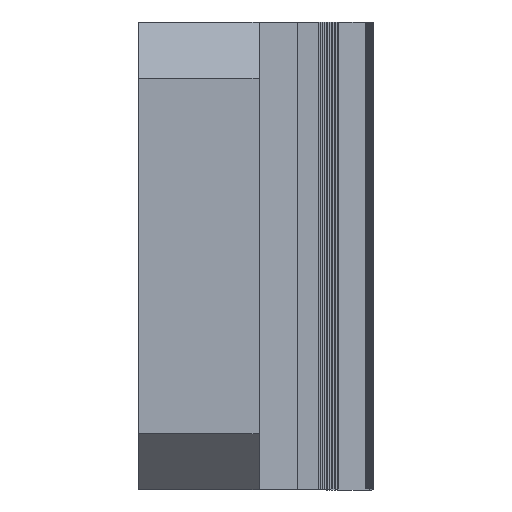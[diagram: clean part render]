
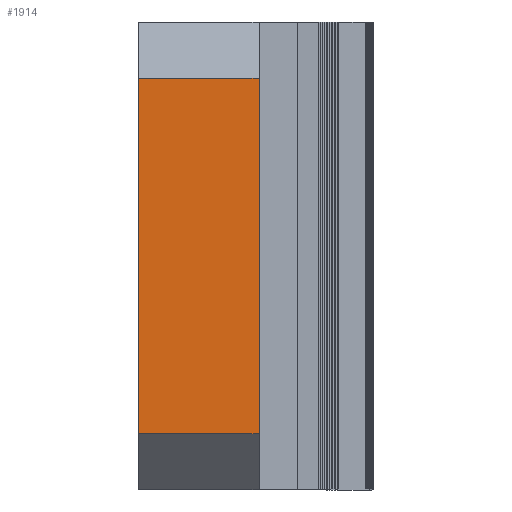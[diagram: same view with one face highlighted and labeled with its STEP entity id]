
A CAD part, front view. The second image highlights one B-rep face of the part: STEP entity #1914.
In plain terms, the highlighted planar face has unit normal (0, -1, 0).
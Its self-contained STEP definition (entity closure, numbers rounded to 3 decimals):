
#29=PLANE('',#1998);
#128=FACE_OUTER_BOUND('',#229,.T.);
#229=EDGE_LOOP('',(#1612,#1613,#1614,#1615));
#346=LINE('',#3218,#573);
#418=LINE('',#3362,#645);
#422=LINE('',#3369,#649);
#425=LINE('',#3374,#652);
#573=VECTOR('',#2094,10.);
#645=VECTOR('',#2174,10.);
#649=VECTOR('',#2180,10.);
#652=VECTOR('',#2185,10.);
#857=VERTEX_POINT('',#3214);
#859=VERTEX_POINT('',#3217);
#927=VERTEX_POINT('',#3361);
#929=VERTEX_POINT('',#3367);
#1077=EDGE_CURVE('',#859,#857,#346,.T.);
#1149=EDGE_CURVE('',#859,#927,#418,.T.);
#1153=EDGE_CURVE('',#929,#857,#422,.T.);
#1156=EDGE_CURVE('',#929,#927,#425,.T.);
#1612=ORIENTED_EDGE('',*,*,#1077,.T.);
#1613=ORIENTED_EDGE('',*,*,#1153,.F.);
#1614=ORIENTED_EDGE('',*,*,#1156,.T.);
#1615=ORIENTED_EDGE('',*,*,#1149,.F.);
#1914=ADVANCED_FACE('',(#128),#29,.T.);
#1998=AXIS2_PLACEMENT_3D('',#3497,#2253,#2254);
#2094=DIRECTION('',(0.,0.,-1.));
#2174=DIRECTION('',(1.,0.,0.));
#2180=DIRECTION('',(-1.,0.,0.));
#2185=DIRECTION('',(0.,0.,1.));
#2253=DIRECTION('center_axis',(0.,-1.,0.));
#2254=DIRECTION('ref_axis',(-1.,0.,0.));
#3214=CARTESIAN_POINT('',(-2491.818,-745.318,108.97));
#3217=CARTESIAN_POINT('',(-2491.818,-745.318,127.97));
#3218=CARTESIAN_POINT('',(-2491.818,-745.318,115.97));
#3361=CARTESIAN_POINT('',(-2485.377,-745.318,127.97));
#3362=CARTESIAN_POINT('',(-2485.377,-745.318,127.97));
#3367=CARTESIAN_POINT('',(-2485.377,-745.318,108.97));
#3369=CARTESIAN_POINT('',(-2483.848,-745.318,108.97));
#3374=CARTESIAN_POINT('',(-2485.377,-745.318,110.97));
#3497=CARTESIAN_POINT('Origin',(-2485.377,-745.318,110.97));
